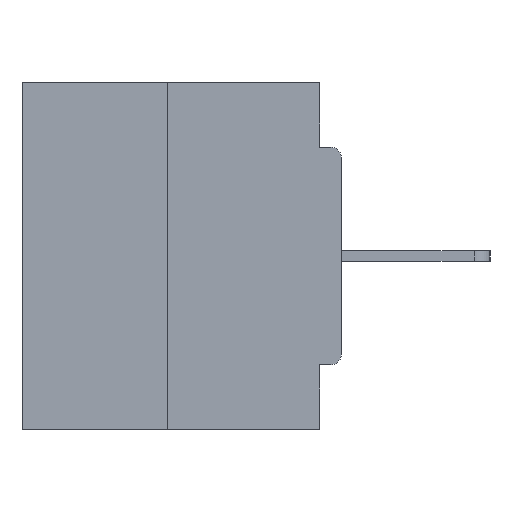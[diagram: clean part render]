
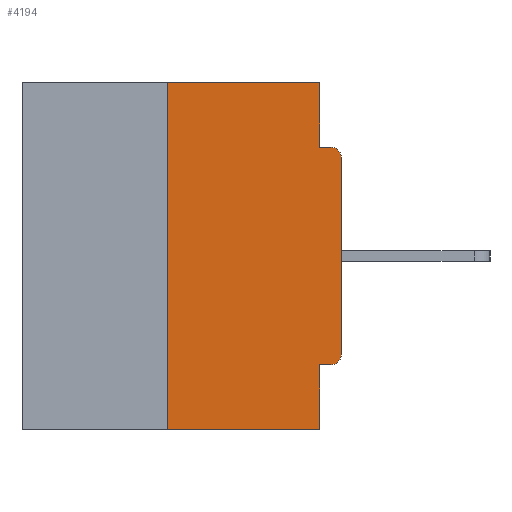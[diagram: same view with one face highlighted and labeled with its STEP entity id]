
A CAD part, left-side view. The second image highlights one B-rep face of the part: STEP entity #4194.
In plain terms, the highlighted planar face has unit normal (-1, 0, 0).
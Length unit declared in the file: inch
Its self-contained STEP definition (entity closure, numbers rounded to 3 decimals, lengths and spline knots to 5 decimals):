
#781 = VECTOR ( 'NONE', #20448, 39.37008 ) ;
#1117 = CARTESIAN_POINT ( 'NONE',  ( 0., 0., 0. ) ) ;
#1734 = AXIS2_PLACEMENT_3D ( 'NONE', #13070, #26116, #21960 ) ;
#2391 = VERTEX_POINT ( 'NONE', #25024 ) ;
#2875 = LINE ( 'NONE', #14027, #14026 ) ;
#3199 = ORIENTED_EDGE ( 'NONE', *, *, #9015, .T. ) ;
#3545 = CIRCLE ( 'NONE', #19559, 0.015 ) ;
#3614 = CARTESIAN_POINT ( 'NONE',  ( 0., 0.015, -0.0935 ) ) ;
#3779 = EDGE_CURVE ( 'NONE', #17663, #10647, #26146, .T. ) ;
#3933 = DIRECTION ( 'NONE',  ( 0., 0., -1. ) ) ;
#4194 = ADVANCED_FACE ( 'NONE', ( #17228 ), #15223, .F. ) ;
#5137 = CARTESIAN_POINT ( 'NONE',  ( 0., 0.031, -0.5 ) ) ;
#6134 = ORIENTED_EDGE ( 'NONE', *, *, #21119, .F. ) ;
#6173 = AXIS2_PLACEMENT_3D ( 'NONE', #11937, #22968, #20687 ) ;
#6327 = LINE ( 'NONE', #26509, #19307 ) ;
#6391 = CARTESIAN_POINT ( 'NONE',  ( 0., 0.031, -0.5 ) ) ;
#6605 = DIRECTION ( 'NONE',  ( 0., 0., 1. ) ) ;
#6965 = EDGE_CURVE ( 'NONE', #21194, #12135, #25713, .T. ) ;
#7028 = DIRECTION ( 'NONE',  ( -1., 0., 0. ) ) ;
#8275 = CARTESIAN_POINT ( 'NONE',  ( 0., 0., -0.1085 ) ) ;
#8436 = CIRCLE ( 'NONE', #6173, 0.015 ) ;
#8649 = CARTESIAN_POINT ( 'NONE',  ( 0., 0.015, -0.4065 ) ) ;
#9015 = EDGE_CURVE ( 'NONE', #28223, #16046, #3545, .T. ) ;
#9199 = CARTESIAN_POINT ( 'NONE',  ( 0., 0., -0.0935 ) ) ;
#9641 = EDGE_CURVE ( 'NONE', #20402, #28223, #14270, .T. ) ;
#10647 = VERTEX_POINT ( 'NONE', #5137 ) ;
#11305 = VERTEX_POINT ( 'NONE', #8649 ) ;
#11449 = CARTESIAN_POINT ( 'NONE',  ( 0., 0.031, -0.4065 ) ) ;
#11570 = EDGE_CURVE ( 'NONE', #19288, #10647, #19316, .T. ) ;
#11731 = ORIENTED_EDGE ( 'NONE', *, *, #14667, .F. ) ;
#11937 = CARTESIAN_POINT ( 'NONE',  ( 0., 0.015, -0.3915 ) ) ;
#12135 = VERTEX_POINT ( 'NONE', #15565 ) ;
#13070 = CARTESIAN_POINT ( 'NONE',  ( 0., 0.46, 0. ) ) ;
#13293 = VECTOR ( 'NONE', #3933, 39.37008 ) ;
#13603 = DIRECTION ( 'NONE',  ( 0., 0., -1. ) ) ;
#14011 = ORIENTED_EDGE ( 'NONE', *, *, #20697, .F. ) ;
#14026 = VECTOR ( 'NONE', #20344, 39.37008 ) ;
#14027 = CARTESIAN_POINT ( 'NONE',  ( 0., 0.46, 0. ) ) ;
#14152 = ORIENTED_EDGE ( 'NONE', *, *, #11570, .T. ) ;
#14270 = LINE ( 'NONE', #1117, #781 ) ;
#14667 = EDGE_CURVE ( 'NONE', #19288, #2391, #6327, .T. ) ;
#14718 = CARTESIAN_POINT ( 'NONE',  ( 0., 0.25, -0.5 ) ) ;
#15223 = PLANE ( 'NONE',  #1734 ) ;
#15565 = CARTESIAN_POINT ( 'NONE',  ( 0., 0.031, -0.0935 ) ) ;
#16046 = VERTEX_POINT ( 'NONE', #3614 ) ;
#16540 = CARTESIAN_POINT ( 'NONE',  ( 0., 0.031, 0. ) ) ;
#16914 = CARTESIAN_POINT ( 'NONE',  ( 0., 0., -0.3915 ) ) ;
#17228 = FACE_OUTER_BOUND ( 'NONE', #21046, .T. ) ;
#17608 = ORIENTED_EDGE ( 'NONE', *, *, #27271, .T. ) ;
#17663 = VERTEX_POINT ( 'NONE', #11449 ) ;
#18732 = ORIENTED_EDGE ( 'NONE', *, *, #9641, .T. ) ;
#19288 = VERTEX_POINT ( 'NONE', #14718 ) ;
#19307 = VECTOR ( 'NONE', #6605, 39.37008 ) ;
#19316 = LINE ( 'NONE', #25628, #22343 ) ;
#19559 = AXIS2_PLACEMENT_3D ( 'NONE', #21765, #7028, #13603 ) ;
#19932 = VECTOR ( 'NONE', #24723, 39.37008 ) ;
#20344 = DIRECTION ( 'NONE',  ( 0., -1., 0. ) ) ;
#20402 = VERTEX_POINT ( 'NONE', #16914 ) ;
#20448 = DIRECTION ( 'NONE',  ( 0., 0., 1. ) ) ;
#20687 = DIRECTION ( 'NONE',  ( 0., 0., -1. ) ) ;
#20697 = EDGE_CURVE ( 'NONE', #2391, #21194, #2875, .T. ) ;
#20704 = CARTESIAN_POINT ( 'NONE',  ( 0., 0., -0.4065 ) ) ;
#21046 = EDGE_LOOP ( 'NONE', ( #14011, #11731, #14152, #23779, #6134, #17608, #18732, #3199, #22349, #23448 ) ) ;
#21119 = EDGE_CURVE ( 'NONE', #11305, #17663, #27006, .T. ) ;
#21194 = VERTEX_POINT ( 'NONE', #16540 ) ;
#21765 = CARTESIAN_POINT ( 'NONE',  ( 0., 0.015, -0.1085 ) ) ;
#21828 = VECTOR ( 'NONE', #25855, 39.37008 ) ;
#21960 = DIRECTION ( 'NONE',  ( 0., 0., -1. ) ) ;
#22343 = VECTOR ( 'NONE', #25763, 39.37008 ) ;
#22349 = ORIENTED_EDGE ( 'NONE', *, *, #27553, .F. ) ;
#22968 = DIRECTION ( 'NONE',  ( -1., 0., 0. ) ) ;
#23448 = ORIENTED_EDGE ( 'NONE', *, *, #6965, .F. ) ;
#23550 = CARTESIAN_POINT ( 'NONE',  ( 0., 0.031, 0. ) ) ;
#23779 = ORIENTED_EDGE ( 'NONE', *, *, #3779, .F. ) ;
#24234 = LINE ( 'NONE', #9199, #26284 ) ;
#24514 = DIRECTION ( 'NONE',  ( 0., -1., 0. ) ) ;
#24723 = DIRECTION ( 'NONE',  ( 0., 1., 0. ) ) ;
#25024 = CARTESIAN_POINT ( 'NONE',  ( 0., 0.25, 0. ) ) ;
#25628 = CARTESIAN_POINT ( 'NONE',  ( 0., 0.46, -0.5 ) ) ;
#25713 = LINE ( 'NONE', #23550, #13293 ) ;
#25763 = DIRECTION ( 'NONE',  ( 0., -1., 0. ) ) ;
#25855 = DIRECTION ( 'NONE',  ( 0., 0., -1. ) ) ;
#26116 = DIRECTION ( 'NONE',  ( 1., 0., 0. ) ) ;
#26146 = LINE ( 'NONE', #6391, #21828 ) ;
#26284 = VECTOR ( 'NONE', #24514, 39.37008 ) ;
#26509 = CARTESIAN_POINT ( 'NONE',  ( 0., 0.25, 0. ) ) ;
#27006 = LINE ( 'NONE', #20704, #19932 ) ;
#27271 = EDGE_CURVE ( 'NONE', #11305, #20402, #8436, .T. ) ;
#27553 = EDGE_CURVE ( 'NONE', #12135, #16046, #24234, .T. ) ;
#28223 = VERTEX_POINT ( 'NONE', #8275 ) ;
